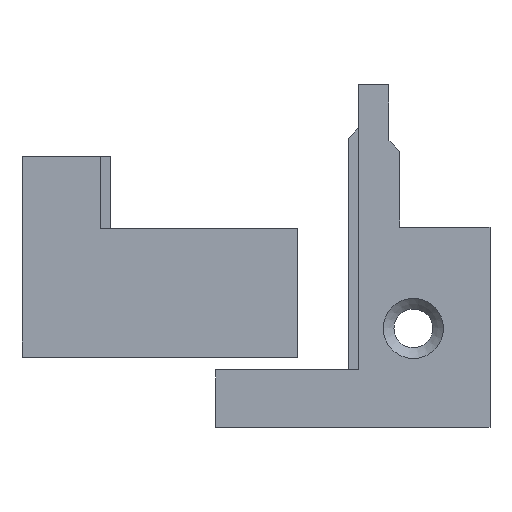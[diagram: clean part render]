
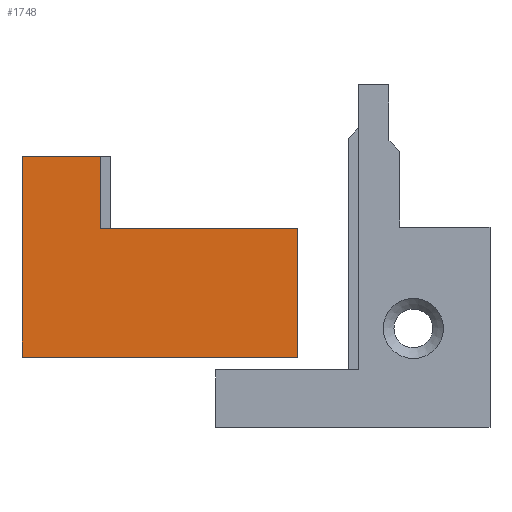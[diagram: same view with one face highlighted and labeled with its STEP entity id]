
A CAD part, front view. The second image highlights one B-rep face of the part: STEP entity #1748.
In plain terms, the highlighted planar face has unit normal (0, -1, 0).
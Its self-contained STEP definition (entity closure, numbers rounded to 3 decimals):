
#131=FACE_OUTER_BOUND('',#228,.T.);
#228=EDGE_LOOP('',(#1194,#1195,#1196,#1197,#1198,#1199));
#325=LINE('',#2293,#521);
#330=LINE('',#2303,#526);
#340=LINE('',#2323,#536);
#352=LINE('',#2351,#548);
#353=LINE('',#2353,#549);
#354=LINE('',#2354,#550);
#521=VECTOR('',#1935,10.);
#526=VECTOR('',#1942,10.);
#536=VECTOR('',#1960,10.);
#548=VECTOR('',#1984,10.);
#549=VECTOR('',#1987,10.);
#550=VECTOR('',#1988,10.);
#717=VERTEX_POINT('',#2290);
#718=VERTEX_POINT('',#2292);
#722=VERTEX_POINT('',#2301);
#728=VERTEX_POINT('',#2322);
#737=VERTEX_POINT('',#2347);
#738=VERTEX_POINT('',#2349);
#891=EDGE_CURVE('',#718,#717,#325,.T.);
#896=EDGE_CURVE('',#717,#722,#330,.T.);
#906=EDGE_CURVE('',#718,#728,#340,.T.);
#920=EDGE_CURVE('',#737,#738,#352,.T.);
#921=EDGE_CURVE('',#722,#737,#353,.T.);
#922=EDGE_CURVE('',#728,#738,#354,.T.);
#1194=ORIENTED_EDGE('',*,*,#896,.T.);
#1195=ORIENTED_EDGE('',*,*,#921,.T.);
#1196=ORIENTED_EDGE('',*,*,#920,.T.);
#1197=ORIENTED_EDGE('',*,*,#922,.F.);
#1198=ORIENTED_EDGE('',*,*,#906,.F.);
#1199=ORIENTED_EDGE('',*,*,#891,.T.);
#1681=PLANE('',#1862);
#1748=ADVANCED_FACE('',(#131),#1681,.T.);
#1862=AXIS2_PLACEMENT_3D('',#2352,#1985,#1986);
#1935=DIRECTION('',(-1.,0.,0.));
#1942=DIRECTION('',(0.,0.,1.));
#1960=DIRECTION('',(0.,0.,-1.));
#1984=DIRECTION('',(0.,0.,-1.));
#1985=DIRECTION('center_axis',(0.,-1.,0.));
#1986=DIRECTION('ref_axis',(-1.,0.,0.));
#1987=DIRECTION('',(-1.,0.,0.));
#1988=DIRECTION('',(-1.,0.,0.));
#2290=CARTESIAN_POINT('',(4.65,0.,-11.));
#2292=CARTESIAN_POINT('',(18.45,0.,-11.));
#2293=CARTESIAN_POINT('',(18.647,0.,-11.));
#2301=CARTESIAN_POINT('',(4.65,0.,-6.));
#2303=CARTESIAN_POINT('',(4.65,0.,-8.5));
#2322=CARTESIAN_POINT('',(18.45,0.,-20.));
#2323=CARTESIAN_POINT('',(18.45,0.,-6.));
#2347=CARTESIAN_POINT('',(-0.8,0.,-6.));
#2349=CARTESIAN_POINT('',(-0.8,0.,-20.));
#2351=CARTESIAN_POINT('',(-0.8,0.,-6.));
#2352=CARTESIAN_POINT('Origin',(18.45,0.,-6.));
#2353=CARTESIAN_POINT('',(13.638,0.,-6.));
#2354=CARTESIAN_POINT('',(13.638,0.,-20.));
